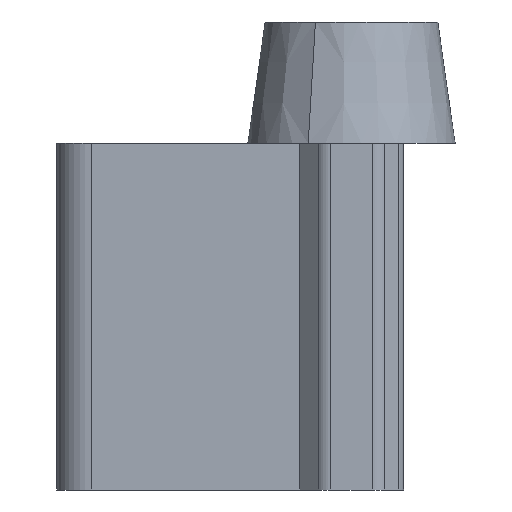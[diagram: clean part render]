
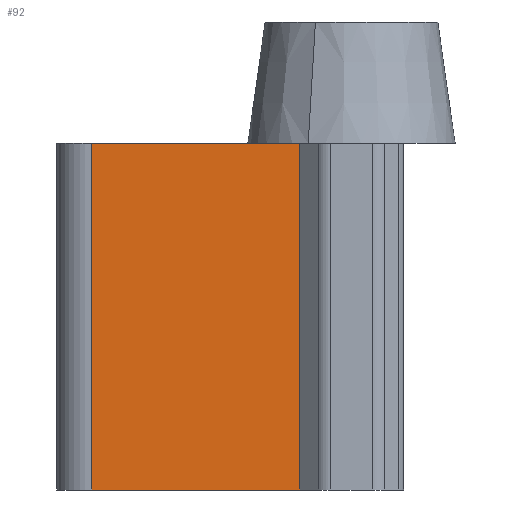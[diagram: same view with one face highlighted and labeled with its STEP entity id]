
A CAD part, left-side view. The second image highlights one B-rep face of the part: STEP entity #92.
In plain terms, the highlighted planar face has unit normal (-1, 0, 0).
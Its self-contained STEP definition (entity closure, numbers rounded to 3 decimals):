
#75 = VECTOR ( 'NONE', #525, 1000. ) ;
#92 = ADVANCED_FACE ( 'NONE', ( #967 ), #2589, .F. ) ;
#108 = VERTEX_POINT ( 'NONE', #947 ) ;
#286 = CARTESIAN_POINT ( 'NONE',  ( -13.5, 5.5, -10. ) ) ;
#334 = EDGE_CURVE ( 'NONE', #108, #1728, #402, .T. ) ;
#402 = LINE ( 'NONE', #507, #75 ) ;
#460 = ORIENTED_EDGE ( 'NONE', *, *, #974, .T. ) ;
#507 = CARTESIAN_POINT ( 'NONE',  ( -13.5, 5.5, 10. ) ) ;
#525 = DIRECTION ( 'NONE',  ( 0., 0., -1. ) ) ;
#651 = CARTESIAN_POINT ( 'NONE',  ( -13.5, 17.5, 10. ) ) ;
#698 = DIRECTION ( 'NONE',  ( 1., 0., 0. ) ) ;
#770 = ORIENTED_EDGE ( 'NONE', *, *, #334, .F. ) ;
#828 = LINE ( 'NONE', #286, #2000 ) ;
#862 = LINE ( 'NONE', #1148, #2353 ) ;
#947 = CARTESIAN_POINT ( 'NONE',  ( -13.5, 5.5, 10. ) ) ;
#967 = FACE_OUTER_BOUND ( 'NONE', #1922, .T. ) ;
#974 = EDGE_CURVE ( 'NONE', #1260, #1728, #828, .T. ) ;
#1110 = VECTOR ( 'NONE', #1155, 1000. ) ;
#1133 = LINE ( 'NONE', #651, #1110 ) ;
#1148 = CARTESIAN_POINT ( 'NONE',  ( -13.5, 5.5, 10. ) ) ;
#1155 = DIRECTION ( 'NONE',  ( 0., 0., -1. ) ) ;
#1215 = CARTESIAN_POINT ( 'NONE',  ( -13.5, 17.5, -10. ) ) ;
#1237 = AXIS2_PLACEMENT_3D ( 'NONE', #3418, #698, #1794 ) ;
#1260 = VERTEX_POINT ( 'NONE', #1215 ) ;
#1689 = VERTEX_POINT ( 'NONE', #3068 ) ;
#1728 = VERTEX_POINT ( 'NONE', #2540 ) ;
#1756 = EDGE_CURVE ( 'NONE', #1689, #1260, #1133, .T. ) ;
#1794 = DIRECTION ( 'NONE',  ( 0., 0., -1. ) ) ;
#1922 = EDGE_LOOP ( 'NONE', ( #2478, #1961, #460, #770 ) ) ;
#1961 = ORIENTED_EDGE ( 'NONE', *, *, #1756, .T. ) ;
#2000 = VECTOR ( 'NONE', #3403, 1000. ) ;
#2088 = EDGE_CURVE ( 'NONE', #1689, #108, #862, .T. ) ;
#2353 = VECTOR ( 'NONE', #3120, 1000. ) ;
#2478 = ORIENTED_EDGE ( 'NONE', *, *, #2088, .F. ) ;
#2540 = CARTESIAN_POINT ( 'NONE',  ( -13.5, 5.5, -10. ) ) ;
#2589 = PLANE ( 'NONE',  #1237 ) ;
#3068 = CARTESIAN_POINT ( 'NONE',  ( -13.5, 17.5, 10. ) ) ;
#3120 = DIRECTION ( 'NONE',  ( 0., -1., 0. ) ) ;
#3403 = DIRECTION ( 'NONE',  ( 0., -1., 0. ) ) ;
#3418 = CARTESIAN_POINT ( 'NONE',  ( -13.5, 5.5, 10. ) ) ;
